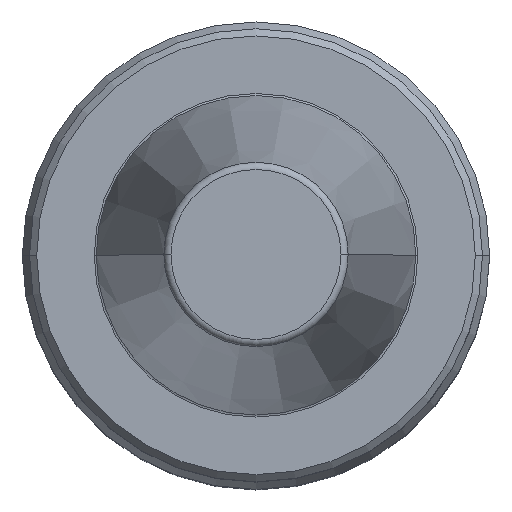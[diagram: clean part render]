
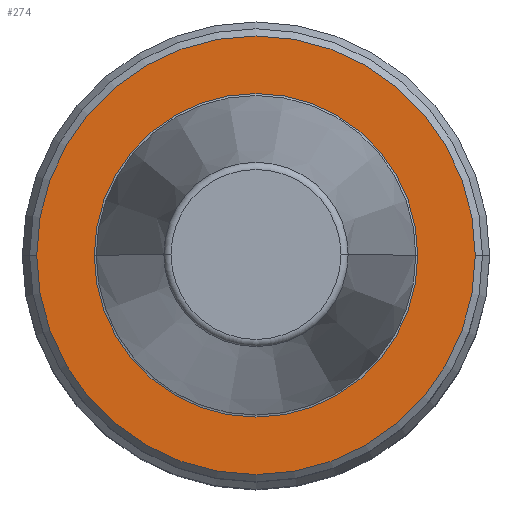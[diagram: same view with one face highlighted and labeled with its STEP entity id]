
A CAD part, top view. The second image highlights one B-rep face of the part: STEP entity #274.
In plain terms, the highlighted planar face has unit normal (0, 0, 1).
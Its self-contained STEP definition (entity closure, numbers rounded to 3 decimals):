
#5 = VERTEX_POINT ( 'NONE', #109 ) ;
#8 = EDGE_CURVE ( 'NONE', #247, #20, #389, .T. ) ;
#20 = VERTEX_POINT ( 'NONE', #530 ) ;
#36 = DIRECTION ( 'NONE',  ( 0., 0., 1. ) ) ;
#109 = CARTESIAN_POINT ( 'NONE',  ( -30.5, 0., -2. ) ) ;
#114 = DIRECTION ( 'NONE',  ( 0., 0., 1. ) ) ;
#152 = CARTESIAN_POINT ( 'NONE',  ( 0., 0., -2. ) ) ;
#155 = AXIS2_PLACEMENT_3D ( 'NONE', #759, #300, #838 ) ;
#188 = EDGE_CURVE ( 'NONE', #942, #5, #879, .T. ) ;
#195 = EDGE_CURVE ( 'NONE', #5, #942, #859, .T. ) ;
#201 = ORIENTED_EDGE ( 'NONE', *, *, #195, .T. ) ;
#210 = EDGE_CURVE ( 'NONE', #20, #247, #1059, .T. ) ;
#242 = DIRECTION ( 'NONE',  ( -1., 0., 0. ) ) ;
#247 = VERTEX_POINT ( 'NONE', #520 ) ;
#274 = ADVANCED_FACE ( 'NONE', ( #527, #737 ), #626, .F. ) ;
#289 = DIRECTION ( 'NONE',  ( 0., 0., 1. ) ) ;
#300 = DIRECTION ( 'NONE',  ( 0., 0., 1. ) ) ;
#389 = CIRCLE ( 'NONE', #155, 22.5 ) ;
#506 = ORIENTED_EDGE ( 'NONE', *, *, #188, .T. ) ;
#520 = CARTESIAN_POINT ( 'NONE',  ( 22.5, 0., -2. ) ) ;
#527 = FACE_BOUND ( 'NONE', #568, .T. ) ;
#530 = CARTESIAN_POINT ( 'NONE',  ( -22.5, 0., -2. ) ) ;
#532 = CARTESIAN_POINT ( 'NONE',  ( 0., 0., -2. ) ) ;
#568 = EDGE_LOOP ( 'NONE', ( #881, #886 ) ) ;
#578 = CARTESIAN_POINT ( 'NONE',  ( 0., 0., -2. ) ) ;
#598 = DIRECTION ( 'NONE',  ( 1., 0., 0. ) ) ;
#626 = PLANE ( 'NONE',  #969 ) ;
#661 = DIRECTION ( 'NONE',  ( 1., 0., 0. ) ) ;
#705 = DIRECTION ( 'NONE',  ( 0., 0., -1. ) ) ;
#728 = EDGE_LOOP ( 'NONE', ( #201, #506 ) ) ;
#737 = FACE_OUTER_BOUND ( 'NONE', #728, .T. ) ;
#754 = CARTESIAN_POINT ( 'NONE',  ( 0., 0., -2. ) ) ;
#759 = CARTESIAN_POINT ( 'NONE',  ( 0., 0., -2. ) ) ;
#832 = DIRECTION ( 'NONE',  ( 1., 0., 0. ) ) ;
#838 = DIRECTION ( 'NONE',  ( 1., 0., 0. ) ) ;
#859 = CIRCLE ( 'NONE', #1022, 30.5 ) ;
#879 = CIRCLE ( 'NONE', #1041, 30.5 ) ;
#881 = ORIENTED_EDGE ( 'NONE', *, *, #8, .F. ) ;
#886 = ORIENTED_EDGE ( 'NONE', *, *, #210, .F. ) ;
#942 = VERTEX_POINT ( 'NONE', #1019 ) ;
#969 = AXIS2_PLACEMENT_3D ( 'NONE', #152, #705, #242 ) ;
#1015 = AXIS2_PLACEMENT_3D ( 'NONE', #578, #114, #661 ) ;
#1019 = CARTESIAN_POINT ( 'NONE',  ( 30.5, 0., -2. ) ) ;
#1022 = AXIS2_PLACEMENT_3D ( 'NONE', #532, #36, #598 ) ;
#1041 = AXIS2_PLACEMENT_3D ( 'NONE', #754, #289, #832 ) ;
#1059 = CIRCLE ( 'NONE', #1015, 22.5 ) ;
